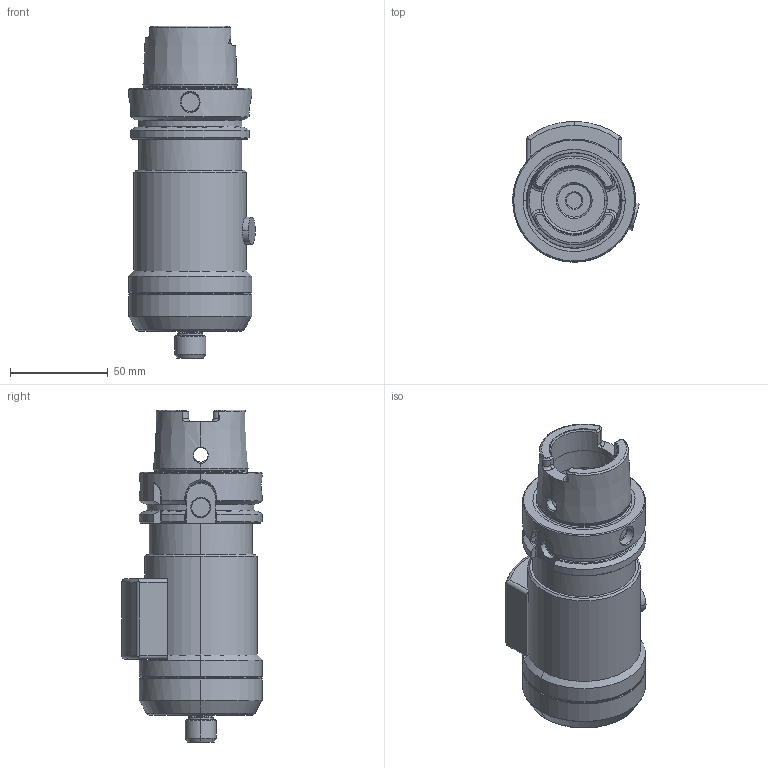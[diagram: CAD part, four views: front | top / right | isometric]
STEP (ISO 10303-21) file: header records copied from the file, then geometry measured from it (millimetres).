
FILE_DESCRIPTION(('CATIA V5 STEP','CAx-IF Rec.Pracs.--- Model Styling and Organization---1.2---2011-12-15'),'2;1');
FILE_NAME('TJS XXK HSK A63X.stp','2015-10-22T12:57:57+00:00',('none'),('none'),'CATIA Version 5 Release 21 SP 5 (IN-10)','CATIA V5 STEP AP214','none');
FILE_SCHEMA(('AUTOMOTIVE_DESIGN { 1 0 10303 214 1 1 1 1 }'));
Length unit declared in the file: millimetre
Products named in the file (1): TJS XXK HSK A63X 
Bounding box: 64.88 x 72 x 170.2 mm (x, y, z)
Volume: 368653.3 mm3; surface area: 47981.9 mm2
Topology: 1 solids, 1 shells, 294 faces, 917 edges, 633 vertices
Faces by surface type: cylinder 92, cone 85, plane 68, torus 46, sphere 2, bspline 1
Entity records: 14688 total; most frequent: CARTESIAN_POINT 6981, ORIENTED_EDGE 1826, DIRECTION 1087, EDGE_CURVE 913, VERTEX_POINT 633, AXIS2_PLACEMENT_3D 543, B_SPLINE_CURVE_WITH_KNOTS 416, EDGE_LOOP 310
